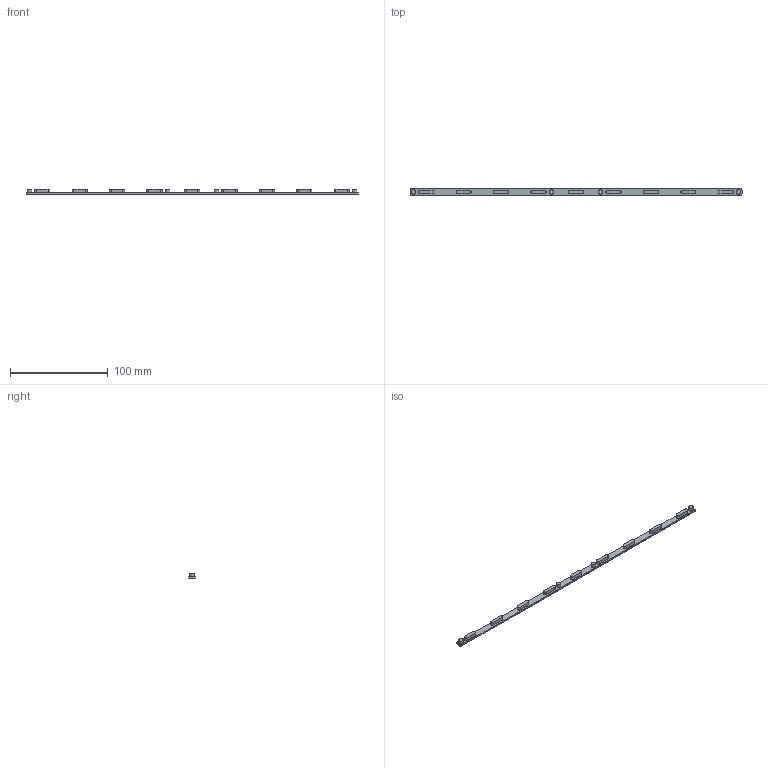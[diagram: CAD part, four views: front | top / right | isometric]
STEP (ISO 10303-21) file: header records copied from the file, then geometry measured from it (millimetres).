
FILE_DESCRIPTION(/* description */ (''),/* implementation_level */ '2;1');
FILE_NAME(/* name */ '3ae6e081-0dfb-4d89-b043-b0c4ff87c7b6.stp',/* time_stamp */ '2022-09-29T03:06:45Z',/* author */ (''),/* organization */ (''),/* preprocessor_version */ 'ST-DEVELOPER v19',/* originating_system */ 'Autodesk Translation Framework v11.7.0.108',/* authorisation */ '');
FILE_SCHEMA (('AUTOMOTIVE_DESIGN { 1 0 10303 214 3 1 1 }'));
Length unit declared in the file: millimetre
Products named in the file (1): TKL_LONG_FEET_339mm_without_logo
Bounding box: 338.97 x 6.59 x 5.3 mm (x, y, z)
Volume: 6055.4 mm3; surface area: 7115.5 mm2
Topology: 1 solids, 1 shells, 74 faces, 170 edges, 108 vertices
Faces by surface type: plane 37, cylinder 31, torus 4, sphere 2
Full cylindrical faces by diameter (mm): 4.7 x4
Entity records: 2114 total; most frequent: DIRECTION 384, CARTESIAN_POINT 349, ORIENTED_EDGE 332, EDGE_CURVE 166, AXIS2_PLACEMENT_3D 143, VERTEX_POINT 108, LINE 98, VECTOR 98
